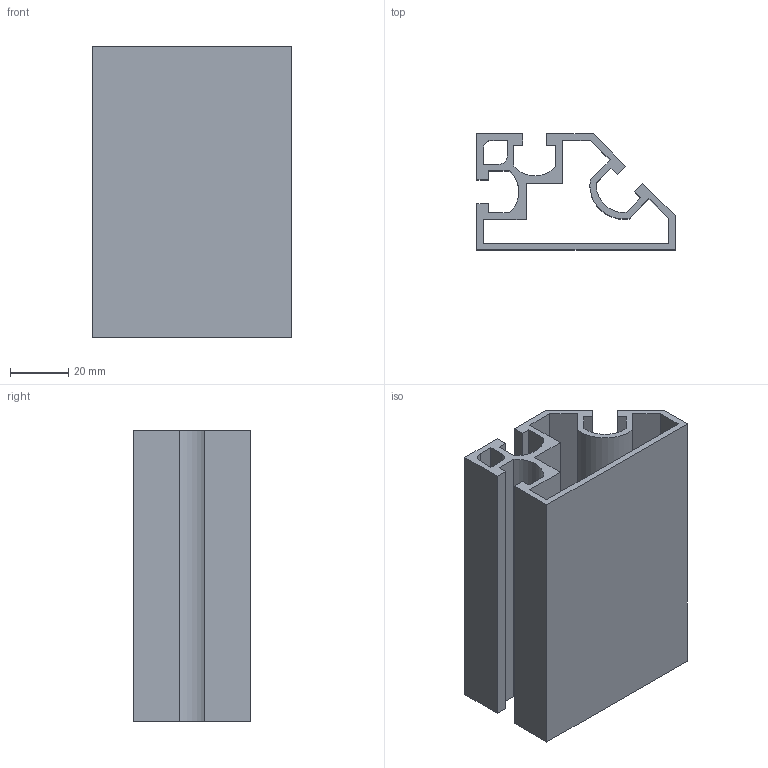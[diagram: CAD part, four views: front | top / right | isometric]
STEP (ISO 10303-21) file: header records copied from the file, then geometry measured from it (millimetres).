
FILE_DESCRIPTION((''),'2;1');
FILE_NAME('AF4002-8.stp','2009-08-25T17:05:13',('Administrator'),(''),'Autodesk Inventor 2008','Autodesk Inventor 2008','');
FILE_SCHEMA(('AUTOMOTIVE_DESIGN { 1 0 10303 214 1 1 1 1 }'));
Length unit declared in the file: millimetre
Products named in the file (1): AF4002-8
Bounding box: 68.28 x 40 x 100 mm (x, y, z)
Volume: 67830.2 mm3; surface area: 56006.4 mm2
Topology: 1 solids, 1 shells, 50 faces, 144 edges, 96 vertices
Faces by surface type: plane 44, cylinder 6
Entity records: 1654 total; most frequent: CARTESIAN_POINT 291, ORIENTED_EDGE 288, DIRECTION 258, EDGE_CURVE 144, VECTOR 132, LINE 132, VERTEX_POINT 96, AXIS2_PLACEMENT_3D 63
